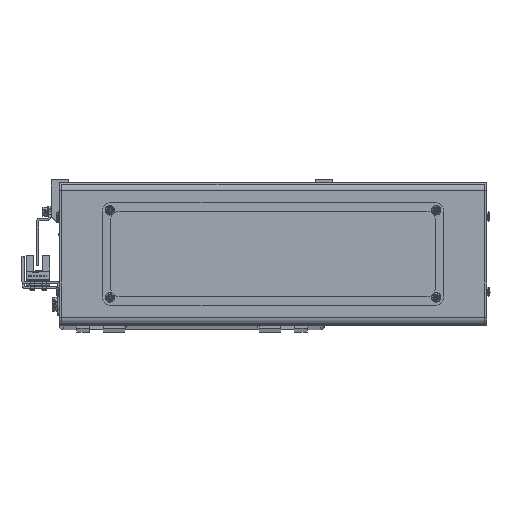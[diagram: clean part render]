
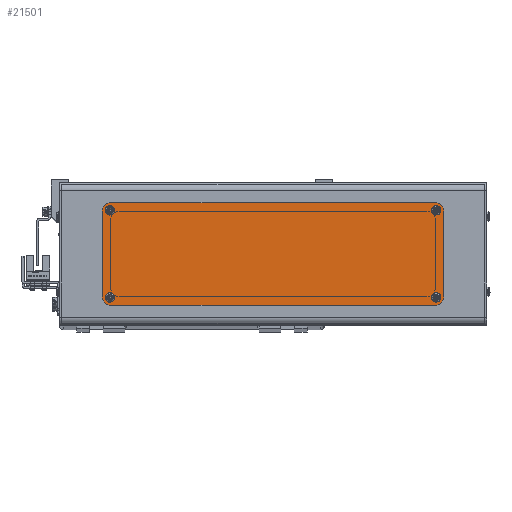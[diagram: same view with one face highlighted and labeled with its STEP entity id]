
A CAD part, top view. The second image highlights one B-rep face of the part: STEP entity #21501.
In plain terms, the highlighted planar face has unit normal (0, 0, 1).
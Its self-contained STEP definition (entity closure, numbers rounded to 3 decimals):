
#540 = CARTESIAN_POINT ( 'NONE',  ( -95., 30., 2. ) ) ;
#723 = LINE ( 'NONE', #6640, #51475 ) ;
#1218 = CARTESIAN_POINT ( 'NONE',  ( 100., 25., 2. ) ) ;
#1433 = DIRECTION ( 'NONE',  ( 1., 0., 0. ) ) ;
#1936 = CIRCLE ( 'NONE', #6492, 5. ) ;
#2169 = AXIS2_PLACEMENT_3D ( 'NONE', #80852, #41072, #1433 ) ;
#2746 = DIRECTION ( 'NONE',  ( 1., 0., 0. ) ) ;
#3211 = ORIENTED_EDGE ( 'NONE', *, *, #26323, .F. ) ;
#3230 = VERTEX_POINT ( 'NONE', #75344 ) ;
#5242 = CIRCLE ( 'NONE', #41451, 1.7 ) ;
#5450 = AXIS2_PLACEMENT_3D ( 'NONE', #61108, #21276, #67778 ) ;
#5576 = FACE_BOUND ( 'NONE', #22803, .T. ) ;
#5977 = VECTOR ( 'NONE', #56282, 1000. ) ;
#6492 = AXIS2_PLACEMENT_3D ( 'NONE', #12368, #58789, #18995 ) ;
#6640 = CARTESIAN_POINT ( 'NONE',  ( -100., -25., 2. ) ) ;
#6680 = VERTEX_POINT ( 'NONE', #32816 ) ;
#6752 = VERTEX_POINT ( 'NONE', #73232 ) ;
#7609 = FACE_OUTER_BOUND ( 'NONE', #51453, .T. ) ;
#7927 = CIRCLE ( 'NONE', #47384, 5. ) ;
#8302 = VERTEX_POINT ( 'NONE', #44087 ) ;
#8444 = EDGE_LOOP ( 'NONE', ( #63220, #50363 ) ) ;
#8868 = ORIENTED_EDGE ( 'NONE', *, *, #19948, .T. ) ;
#9739 = CARTESIAN_POINT ( 'NONE',  ( -95.5, -25.5, 2. ) ) ;
#10221 = DIRECTION ( 'NONE',  ( 0., 0., 1. ) ) ;
#10355 = DIRECTION ( 'NONE',  ( 0., 0., 1. ) ) ;
#10515 = ORIENTED_EDGE ( 'NONE', *, *, #80622, .T. ) ;
#11045 = EDGE_CURVE ( 'NONE', #3230, #23999, #45006, .T. ) ;
#12368 = CARTESIAN_POINT ( 'NONE',  ( -95., -25., 2. ) ) ;
#12699 = CARTESIAN_POINT ( 'NONE',  ( -95.5, 25.5, 2. ) ) ;
#13227 = DIRECTION ( 'NONE',  ( 0., -1., 0. ) ) ;
#13323 = CARTESIAN_POINT ( 'NONE',  ( -100., -25., 2. ) ) ;
#14166 = DIRECTION ( 'NONE',  ( 0., 0., 1. ) ) ;
#15074 = VERTEX_POINT ( 'NONE', #83546 ) ;
#15365 = VECTOR ( 'NONE', #85748, 1000. ) ;
#16116 = DIRECTION ( 'NONE',  ( 0., 0., 1. ) ) ;
#16348 = DIRECTION ( 'NONE',  ( 1., 0., 0. ) ) ;
#16974 = EDGE_CURVE ( 'NONE', #8302, #22620, #21615, .T. ) ;
#17332 = CIRCLE ( 'NONE', #32814, 5. ) ;
#18309 = EDGE_CURVE ( 'NONE', #23999, #3230, #66230, .T. ) ;
#18995 = DIRECTION ( 'NONE',  ( 1., 0., 0. ) ) ;
#19323 = DIRECTION ( 'NONE',  ( 1., 0., 0. ) ) ;
#19405 = ORIENTED_EDGE ( 'NONE', *, *, #32612, .T. ) ;
#19948 = EDGE_CURVE ( 'NONE', #51190, #80896, #57669, .T. ) ;
#20480 = CARTESIAN_POINT ( 'NONE',  ( 97.2, -25.5, 2. ) ) ;
#21276 = DIRECTION ( 'NONE',  ( 0., 0., 1. ) ) ;
#21501 = ADVANCED_FACE ( 'NONE', ( #23062, #58424, #7609, #5576, #73996 ), #72378, .T. ) ;
#21615 = CIRCLE ( 'NONE', #60796, 1.7 ) ;
#22620 = VERTEX_POINT ( 'NONE', #52485 ) ;
#22803 = EDGE_LOOP ( 'NONE', ( #39765, #77937 ) ) ;
#22848 = CARTESIAN_POINT ( 'NONE',  ( 100., 25., 2. ) ) ;
#23062 = FACE_BOUND ( 'NONE', #61863, .T. ) ;
#23778 = ORIENTED_EDGE ( 'NONE', *, *, #69292, .T. ) ;
#23835 = VERTEX_POINT ( 'NONE', #20480 ) ;
#23999 = VERTEX_POINT ( 'NONE', #28564 ) ;
#25177 = CARTESIAN_POINT ( 'NONE',  ( -95.5, -25.5, 2. ) ) ;
#25541 = LINE ( 'NONE', #22848, #5977 ) ;
#26323 = EDGE_CURVE ( 'NONE', #23835, #6752, #77589, .T. ) ;
#26500 = CARTESIAN_POINT ( 'NONE',  ( -95., 30., 2. ) ) ;
#27275 = CARTESIAN_POINT ( 'NONE',  ( 95., -30., 2. ) ) ;
#28564 = CARTESIAN_POINT ( 'NONE',  ( -97.2, -25.5, 2. ) ) ;
#28574 = CIRCLE ( 'NONE', #5450, 1.7 ) ;
#29232 = EDGE_CURVE ( 'NONE', #49960, #15074, #80188, .T. ) ;
#30161 = DIRECTION ( 'NONE',  ( 0., 0., 1. ) ) ;
#31846 = DIRECTION ( 'NONE',  ( 1., 0., 0. ) ) ;
#32555 = DIRECTION ( 'NONE',  ( 0., 0., 1. ) ) ;
#32612 = EDGE_CURVE ( 'NONE', #50507, #84334, #1936, .T. ) ;
#32814 = AXIS2_PLACEMENT_3D ( 'NONE', #55886, #16116, #62578 ) ;
#32816 = CARTESIAN_POINT ( 'NONE',  ( -100., 25., 2. ) ) ;
#34917 = VERTEX_POINT ( 'NONE', #72132 ) ;
#35402 = ORIENTED_EDGE ( 'NONE', *, *, #54453, .F. ) ;
#38025 = EDGE_CURVE ( 'NONE', #6680, #50507, #723, .T. ) ;
#39765 = ORIENTED_EDGE ( 'NONE', *, *, #42013, .F. ) ;
#40385 = CARTESIAN_POINT ( 'NONE',  ( 97.2, 25.5, 2. ) ) ;
#41072 = DIRECTION ( 'NONE',  ( 0., 0., 1. ) ) ;
#41451 = AXIS2_PLACEMENT_3D ( 'NONE', #49909, #10221, #56623 ) ;
#41980 = AXIS2_PLACEMENT_3D ( 'NONE', #9739, #56134, #16348 ) ;
#42013 = EDGE_CURVE ( 'NONE', #22620, #8302, #5242, .T. ) ;
#42392 = DIRECTION ( 'NONE',  ( 0., 0., 1. ) ) ;
#44087 = CARTESIAN_POINT ( 'NONE',  ( -93.8, 25.5, 2. ) ) ;
#45006 = CIRCLE ( 'NONE', #84367, 1.7 ) ;
#45341 = ORIENTED_EDGE ( 'NONE', *, *, #38025, .T. ) ;
#45940 = CARTESIAN_POINT ( 'NONE',  ( 95., -30., 2. ) ) ;
#46111 = ORIENTED_EDGE ( 'NONE', *, *, #47161, .T. ) ;
#46303 = ORIENTED_EDGE ( 'NONE', *, *, #29232, .F. ) ;
#47161 = EDGE_CURVE ( 'NONE', #54332, #34917, #49435, .T. ) ;
#47384 = AXIS2_PLACEMENT_3D ( 'NONE', #82153, #42392, #2746 ) ;
#48092 = ORIENTED_EDGE ( 'NONE', *, *, #65129, .T. ) ;
#49435 = CIRCLE ( 'NONE', #75383, 5. ) ;
#49909 = CARTESIAN_POINT ( 'NONE',  ( -95.5, 25.5, 2. ) ) ;
#49938 = ORIENTED_EDGE ( 'NONE', *, *, #66015, .T. ) ;
#49960 = VERTEX_POINT ( 'NONE', #40385 ) ;
#50050 = CARTESIAN_POINT ( 'NONE',  ( 95., -25., 2. ) ) ;
#50363 = ORIENTED_EDGE ( 'NONE', *, *, #11045, .F. ) ;
#50507 = VERTEX_POINT ( 'NONE', #13323 ) ;
#51190 = VERTEX_POINT ( 'NONE', #54401 ) ;
#51241 = AXIS2_PLACEMENT_3D ( 'NONE', #52374, #32555, #79076 ) ;
#51453 = EDGE_LOOP ( 'NONE', ( #19405, #48092, #46111, #49938, #10515, #8868, #23778, #45341 ) ) ;
#51475 = VECTOR ( 'NONE', #13227, 1000. ) ;
#52374 = CARTESIAN_POINT ( 'NONE',  ( -95., -25., 2. ) ) ;
#52485 = CARTESIAN_POINT ( 'NONE',  ( -97.2, 25.5, 2. ) ) ;
#53904 = CARTESIAN_POINT ( 'NONE',  ( 95.5, 25.5, 2. ) ) ;
#54332 = VERTEX_POINT ( 'NONE', #27275 ) ;
#54401 = CARTESIAN_POINT ( 'NONE',  ( 95., 30., 2. ) ) ;
#54453 = EDGE_CURVE ( 'NONE', #6752, #23835, #61261, .T. ) ;
#55481 = EDGE_CURVE ( 'NONE', #15074, #49960, #28574, .T. ) ;
#55886 = CARTESIAN_POINT ( 'NONE',  ( 95., 25., 2. ) ) ;
#56134 = DIRECTION ( 'NONE',  ( 0., 0., 1. ) ) ;
#56282 = DIRECTION ( 'NONE',  ( 0., 1., 0. ) ) ;
#56623 = DIRECTION ( 'NONE',  ( 1., 0., 0. ) ) ;
#56722 = ORIENTED_EDGE ( 'NONE', *, *, #55481, .F. ) ;
#56749 = DIRECTION ( 'NONE',  ( 1., 0., 0. ) ) ;
#57325 = VERTEX_POINT ( 'NONE', #1218 ) ;
#57669 = LINE ( 'NONE', #540, #73240 ) ;
#58424 = FACE_BOUND ( 'NONE', #68291, .T. ) ;
#58789 = DIRECTION ( 'NONE',  ( 0., 0., 1. ) ) ;
#59109 = DIRECTION ( 'NONE',  ( 0., 0., 1. ) ) ;
#60600 = DIRECTION ( 'NONE',  ( 1., 0., 0. ) ) ;
#60796 = AXIS2_PLACEMENT_3D ( 'NONE', #12699, #59109, #19323 ) ;
#61108 = CARTESIAN_POINT ( 'NONE',  ( 95.5, 25.5, 2. ) ) ;
#61261 = CIRCLE ( 'NONE', #75918, 1.7 ) ;
#61863 = EDGE_LOOP ( 'NONE', ( #35402, #3211 ) ) ;
#62578 = DIRECTION ( 'NONE',  ( 1., 0., 0. ) ) ;
#63220 = ORIENTED_EDGE ( 'NONE', *, *, #18309, .F. ) ;
#65129 = EDGE_CURVE ( 'NONE', #84334, #54332, #70409, .T. ) ;
#66015 = EDGE_CURVE ( 'NONE', #34917, #57325, #25541, .T. ) ;
#66230 = CIRCLE ( 'NONE', #41980, 1.7 ) ;
#67778 = DIRECTION ( 'NONE',  ( 1., 0., 0. ) ) ;
#68291 = EDGE_LOOP ( 'NONE', ( #56722, #46303 ) ) ;
#69292 = EDGE_CURVE ( 'NONE', #80896, #6680, #7927, .T. ) ;
#69980 = CARTESIAN_POINT ( 'NONE',  ( 95.5, -25.5, 2. ) ) ;
#70409 = LINE ( 'NONE', #45940, #15365 ) ;
#71655 = DIRECTION ( 'NONE',  ( 0., 0., 1. ) ) ;
#72132 = CARTESIAN_POINT ( 'NONE',  ( 100., -25., 2. ) ) ;
#72378 = PLANE ( 'NONE',  #51241 ) ;
#73232 = CARTESIAN_POINT ( 'NONE',  ( 93.8, -25.5, 2. ) ) ;
#73240 = VECTOR ( 'NONE', #79962, 1000. ) ;
#73996 = FACE_BOUND ( 'NONE', #8444, .T. ) ;
#75344 = CARTESIAN_POINT ( 'NONE',  ( -93.8, -25.5, 2. ) ) ;
#75383 = AXIS2_PLACEMENT_3D ( 'NONE', #50050, #10355, #56749 ) ;
#75918 = AXIS2_PLACEMENT_3D ( 'NONE', #69980, #30161, #76696 ) ;
#76696 = DIRECTION ( 'NONE',  ( 1., 0., 0. ) ) ;
#77332 = AXIS2_PLACEMENT_3D ( 'NONE', #53904, #14166, #60600 ) ;
#77589 = CIRCLE ( 'NONE', #2169, 1.7 ) ;
#77937 = ORIENTED_EDGE ( 'NONE', *, *, #16974, .F. ) ;
#79076 = DIRECTION ( 'NONE',  ( 1., 0., 0. ) ) ;
#79962 = DIRECTION ( 'NONE',  ( -1., 0., 0. ) ) ;
#80188 = CIRCLE ( 'NONE', #77332, 1.7 ) ;
#80622 = EDGE_CURVE ( 'NONE', #57325, #51190, #17332, .T. ) ;
#80852 = CARTESIAN_POINT ( 'NONE',  ( 95.5, -25.5, 2. ) ) ;
#80896 = VERTEX_POINT ( 'NONE', #26500 ) ;
#82153 = CARTESIAN_POINT ( 'NONE',  ( -95., 25., 2. ) ) ;
#83546 = CARTESIAN_POINT ( 'NONE',  ( 93.8, 25.5, 2. ) ) ;
#83950 = CARTESIAN_POINT ( 'NONE',  ( -95., -30., 2. ) ) ;
#84334 = VERTEX_POINT ( 'NONE', #83950 ) ;
#84367 = AXIS2_PLACEMENT_3D ( 'NONE', #25177, #71655, #31846 ) ;
#85748 = DIRECTION ( 'NONE',  ( 1., 0., 0. ) ) ;
